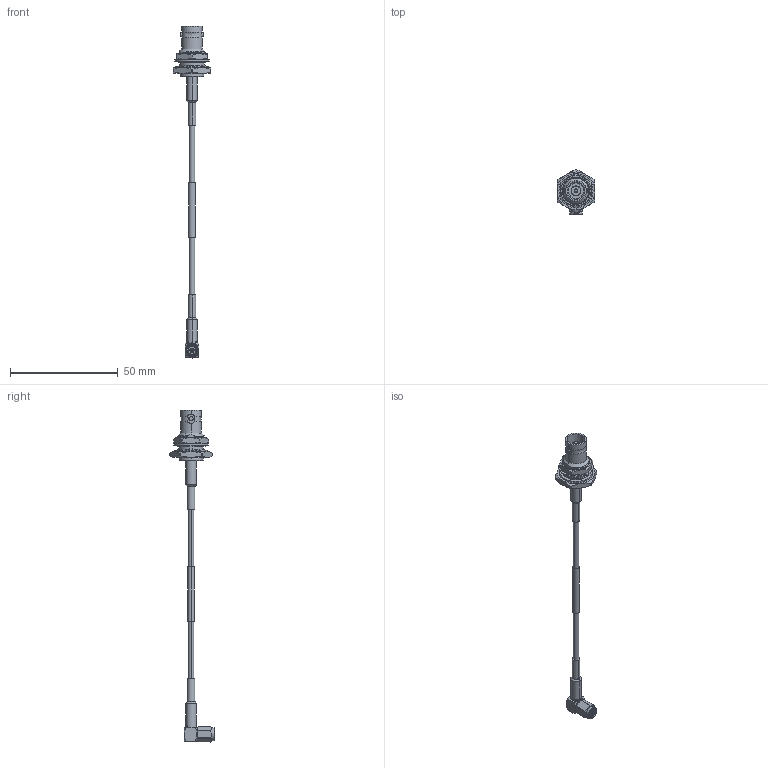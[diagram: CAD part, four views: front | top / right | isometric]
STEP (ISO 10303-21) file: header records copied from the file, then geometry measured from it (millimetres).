
FILE_DESCRIPTION (( 'STEP AP214' ), '1' );
FILE_NAME ('FMC2838315_3D.step', '2023-09-26T15:21:06', ( '' ), ( '' ), 'SwSTEP 2.0', 'SolidWorks 2022', '' );
FILE_SCHEMA (( 'AUTOMOTIVE_DESIGN' ));
Length unit declared in the file: inch
Products named in the file (5): SC8803_3D^FMC2838315; Heat Shrinks^FMC2838315; FMC2838315_3D; SC6015_3D^FMC2838315; RG316^FMC2838315_RG316U
Assembly tree (5 placements, depth 2):
  FMC2838315_3D
    RG316^FMC2838315_RG316U
    Heat Shrinks^FMC2838315  x2
    SC6015_3D^FMC2838315
    SC8803_3D^FMC2838315
Bounding box: 17.5 x 20.74 x 153.93 mm (x, y, z)
Volume: 4112.3 mm3; surface area: 5531.3 mm2
Topology: 10 solids, 10 shells, 400 faces, 1036 edges, 676 vertices
Faces by surface type: cylinder 132, plane 112, cone 77, bspline 75, torus 4
Entity records: 22815 total; most frequent: CARTESIAN_POINT 13610, ORIENTED_EDGE 2032, DIRECTION 1625, EDGE_CURVE 1016, VERTEX_POINT 667, AXIS2_PLACEMENT_3D 645, EDGE_LOOP 425, ADVANCED_FACE 391
